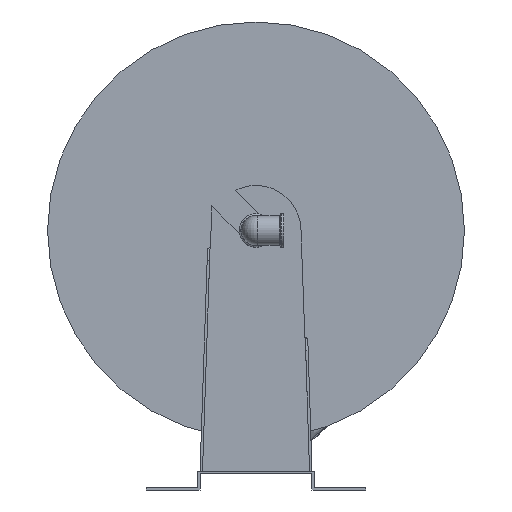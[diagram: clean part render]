
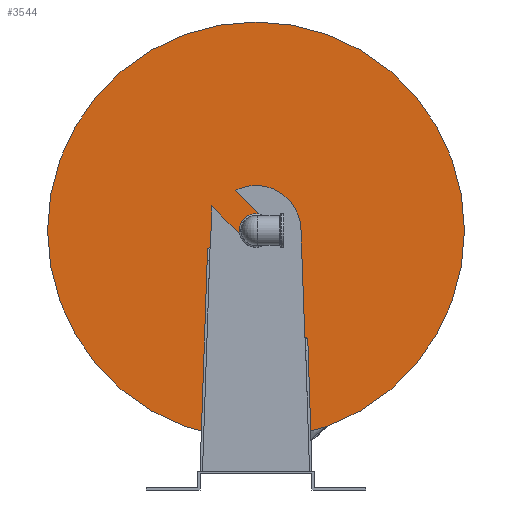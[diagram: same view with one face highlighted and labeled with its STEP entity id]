
A CAD part, left-side view. The second image highlights one B-rep face of the part: STEP entity #3544.
In plain terms, the highlighted face is planar.
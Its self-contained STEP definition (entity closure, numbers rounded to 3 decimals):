
#679=PLANE('',#3858);
#1020=ORIENTED_EDGE('',*,*,#1665,.F.);
#1665=EDGE_CURVE('',#2026,#2026,#2261,.T.);
#2026=VERTEX_POINT('',#9322);
#2261=CIRCLE('',#3859,255.);
#2467=EDGE_LOOP('',(#1020));
#2748=FACE_BOUND('',#2467,.T.);
#3544=ADVANCED_FACE('',(#2748),#679,.F.);
#3858=AXIS2_PLACEMENT_3D('',#9320,#4354,#4355);
#3859=AXIS2_PLACEMENT_3D('',#9321,#4356,#4357);
#4354=DIRECTION('',(0.,0.,1.));
#4355=DIRECTION('',(1.,0.,0.));
#4356=DIRECTION('',(0.,0.,1.));
#4357=DIRECTION('',(1.,0.,0.));
#9320=CARTESIAN_POINT('',(0.,0.,-136.856));
#9321=CARTESIAN_POINT('',(0.,0.,-136.856));
#9322=CARTESIAN_POINT('',(255.,0.,-136.856));
